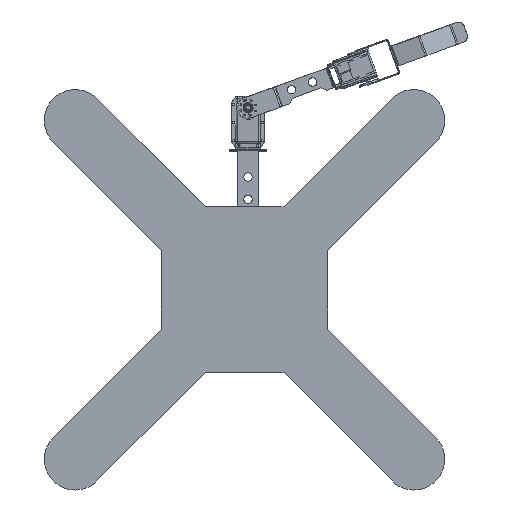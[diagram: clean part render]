
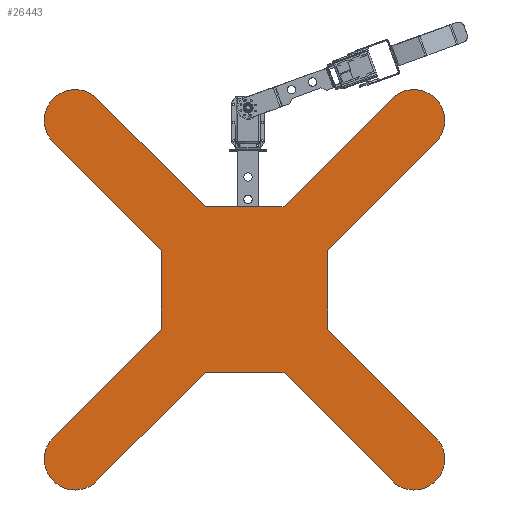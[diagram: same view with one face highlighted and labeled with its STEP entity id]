
A CAD part, front view. The second image highlights one B-rep face of the part: STEP entity #26443.
In plain terms, the highlighted planar face has unit normal (0, -1, 0).
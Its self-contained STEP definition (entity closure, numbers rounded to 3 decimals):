
#92 = VERTEX_POINT ( 'NONE', #14788 ) ;
#161 = CIRCLE ( 'NONE', #36349, 37.123 ) ;
#282 = DIRECTION ( 'NONE',  ( 0., 1., 0. ) ) ;
#1027 = ORIENTED_EDGE ( 'NONE', *, *, #18946, .T. ) ;
#1397 = CARTESIAN_POINT ( 'NONE',  ( 256.25, 0., 256.25 ) ) ;
#1858 = ORIENTED_EDGE ( 'NONE', *, *, #8745, .T. ) ;
#2265 = CARTESIAN_POINT ( 'NONE',  ( 182.5, 0., 330. ) ) ;
#3749 = LINE ( 'NONE', #28024, #52794 ) ;
#4321 = VERTEX_POINT ( 'NONE', #6226 ) ;
#4554 = CARTESIAN_POINT ( 'NONE',  ( 26.25, 0., 433.75 ) ) ;
#4631 = ORIENTED_EDGE ( 'NONE', *, *, #13455, .F. ) ;
#5260 = DIRECTION ( 'NONE',  ( 0., 1., 0. ) ) ;
#5486 = CARTESIAN_POINT ( 'NONE',  ( 460., 0., 52.5 ) ) ;
#5644 = VERTEX_POINT ( 'NONE', #50443 ) ;
#5651 = CARTESIAN_POINT ( 'NONE',  ( 460., 0., 407.5 ) ) ;
#5864 = VECTOR ( 'NONE', #8964, 1000. ) ;
#5881 = CARTESIAN_POINT ( 'NONE',  ( 0., 0., 130. ) ) ;
#6226 = CARTESIAN_POINT ( 'NONE',  ( 407.5, 0., 0. ) ) ;
#6479 = DIRECTION ( 'NONE',  ( 0., 1., 0. ) ) ;
#6656 = VECTOR ( 'NONE', #50356, 1000. ) ;
#6733 = DIRECTION ( 'NONE',  ( 0.707, 0., -0.707 ) ) ;
#6897 = AXIS2_PLACEMENT_3D ( 'NONE', #18463, #21987, #14432 ) ;
#7119 = EDGE_CURVE ( 'NONE', #24248, #12527, #23080, .T. ) ;
#7267 = EDGE_CURVE ( 'NONE', #46168, #33455, #49154, .T. ) ;
#7807 = LINE ( 'NONE', #27749, #22997 ) ;
#7887 = CARTESIAN_POINT ( 'NONE',  ( 330., 0., 0. ) ) ;
#7941 = CARTESIAN_POINT ( 'NONE',  ( -26.25, 0., 26.25 ) ) ;
#8224 = DIRECTION ( 'NONE',  ( -0.707, 0., 0.707 ) ) ;
#8647 = VERTEX_POINT ( 'NONE', #10074 ) ;
#8745 = EDGE_CURVE ( 'NONE', #40353, #8647, #12209, .T. ) ;
#8964 = DIRECTION ( 'NONE',  ( -0.707, 0., -0.707 ) ) ;
#9393 = EDGE_CURVE ( 'NONE', #92, #33887, #41210, .T. ) ;
#9559 = ORIENTED_EDGE ( 'NONE', *, *, #39172, .F. ) ;
#10074 = CARTESIAN_POINT ( 'NONE',  ( 330., 0., 277.5 ) ) ;
#11286 = VERTEX_POINT ( 'NONE', #27403 ) ;
#11435 = LINE ( 'NONE', #44293, #50111 ) ;
#11482 = DIRECTION ( 'NONE',  ( 0.707, 0., -0.707 ) ) ;
#12209 = LINE ( 'NONE', #7887, #48946 ) ;
#12272 = LINE ( 'NONE', #28690, #52752 ) ;
#12527 = VERTEX_POINT ( 'NONE', #39265 ) ;
#13455 = EDGE_CURVE ( 'NONE', #35504, #33455, #52803, .T. ) ;
#14432 = DIRECTION ( 'NONE',  ( 0., 0., 1. ) ) ;
#14538 = VECTOR ( 'NONE', #30414, 1000. ) ;
#14788 = CARTESIAN_POINT ( 'NONE',  ( 0., 0., 407.5 ) ) ;
#15475 = EDGE_CURVE ( 'NONE', #40353, #49756, #36794, .T. ) ;
#15723 = DIRECTION ( 'NONE',  ( 0., 0., 1. ) ) ;
#16137 = CARTESIAN_POINT ( 'NONE',  ( 130., 0., 277.5 ) ) ;
#16207 = VERTEX_POINT ( 'NONE', #16137 ) ;
#16315 = EDGE_LOOP ( 'NONE', ( #1858, #42204, #39377, #31904, #30682, #1027, #45027, #27088, #49777, #38565, #4631, #44711, #45799, #38763, #50084, #9559, #38099, #41359 ) ) ;
#17859 = DIRECTION ( 'NONE',  ( -0.707, 0., 0.707 ) ) ;
#17996 = AXIS2_PLACEMENT_3D ( 'NONE', #4554, #49564, #46050 ) ;
#18463 = CARTESIAN_POINT ( 'NONE',  ( 433.75, 0., 26.25 ) ) ;
#18946 = EDGE_CURVE ( 'NONE', #45866, #33887, #46135, .T. ) ;
#20535 = DIRECTION ( 'NONE',  ( 0., 1., 0. ) ) ;
#21374 = LINE ( 'NONE', #45852, #5864 ) ;
#21816 = LINE ( 'NONE', #5881, #6656 ) ;
#21987 = DIRECTION ( 'NONE',  ( 0., 1., 0. ) ) ;
#22997 = VECTOR ( 'NONE', #6733, 1000. ) ;
#23080 = LINE ( 'NONE', #51075, #36725 ) ;
#23172 = CARTESIAN_POINT ( 'NONE',  ( 52.5, 0., 460. ) ) ;
#23686 = EDGE_CURVE ( 'NONE', #8647, #23945, #11435, .T. ) ;
#23945 = VERTEX_POINT ( 'NONE', #5651 ) ;
#24248 = VERTEX_POINT ( 'NONE', #40922 ) ;
#24517 = PLANE ( 'NONE',  #42442 ) ;
#24778 = EDGE_CURVE ( 'NONE', #12527, #23945, #161, .T. ) ;
#26443 = ADVANCED_FACE ( 'NONE', ( #32850 ), #24517, .F. ) ;
#27088 = ORIENTED_EDGE ( 'NONE', *, *, #49692, .F. ) ;
#27403 = CARTESIAN_POINT ( 'NONE',  ( 277.5, 0., 130. ) ) ;
#27749 = CARTESIAN_POINT ( 'NONE',  ( 203.75, 0., 203.75 ) ) ;
#28007 = CARTESIAN_POINT ( 'NONE',  ( 0., 0., 0. ) ) ;
#28024 = CARTESIAN_POINT ( 'NONE',  ( 0., 0., 330. ) ) ;
#28332 = CARTESIAN_POINT ( 'NONE',  ( 26.25, 0., 26.25 ) ) ;
#28690 = CARTESIAN_POINT ( 'NONE',  ( 203.75, 0., 203.75 ) ) ;
#28736 = CARTESIAN_POINT ( 'NONE',  ( 52.5, 0., 0. ) ) ;
#28851 = DIRECTION ( 'NONE',  ( 0., 0., 1. ) ) ;
#30231 = CARTESIAN_POINT ( 'NONE',  ( 130., 0., 182.5 ) ) ;
#30414 = DIRECTION ( 'NONE',  ( 0., 0., 1. ) ) ;
#30682 = ORIENTED_EDGE ( 'NONE', *, *, #48843, .F. ) ;
#30741 = DIRECTION ( 'NONE',  ( 0., 0., 1. ) ) ;
#31008 = CARTESIAN_POINT ( 'NONE',  ( 433.75, 0., 26.25 ) ) ;
#31291 = EDGE_CURVE ( 'NONE', #11286, #4321, #7807, .T. ) ;
#31567 = EDGE_CURVE ( 'NONE', #5644, #11286, #21816, .T. ) ;
#31904 = ORIENTED_EDGE ( 'NONE', *, *, #7119, .F. ) ;
#32241 = EDGE_CURVE ( 'NONE', #49756, #46804, #40279, .T. ) ;
#32561 = EDGE_CURVE ( 'NONE', #46168, #16207, #46313, .T. ) ;
#32850 = FACE_OUTER_BOUND ( 'NONE', #16315, .T. ) ;
#33455 = VERTEX_POINT ( 'NONE', #35071 ) ;
#33887 = VERTEX_POINT ( 'NONE', #23172 ) ;
#34064 = VECTOR ( 'NONE', #11482, 1000. ) ;
#35071 = CARTESIAN_POINT ( 'NONE',  ( 0., 0., 52.5 ) ) ;
#35504 = VERTEX_POINT ( 'NONE', #46211 ) ;
#36349 = AXIS2_PLACEMENT_3D ( 'NONE', #47286, #5260, #51058 ) ;
#36725 = VECTOR ( 'NONE', #43262, 1000. ) ;
#36794 = LINE ( 'NONE', #41091, #34064 ) ;
#37049 = EDGE_CURVE ( 'NONE', #5644, #40273, #21374, .T. ) ;
#37489 = DIRECTION ( 'NONE',  ( 0., 0., 1. ) ) ;
#37708 = AXIS2_PLACEMENT_3D ( 'NONE', #31008, #6479, #30741 ) ;
#38099 = ORIENTED_EDGE ( 'NONE', *, *, #32241, .F. ) ;
#38565 = ORIENTED_EDGE ( 'NONE', *, *, #7267, .T. ) ;
#38763 = ORIENTED_EDGE ( 'NONE', *, *, #31567, .T. ) ;
#38817 = CIRCLE ( 'NONE', #43133, 37.123 ) ;
#39172 = EDGE_CURVE ( 'NONE', #46804, #4321, #41323, .T. ) ;
#39265 = CARTESIAN_POINT ( 'NONE',  ( 407.5, 0., 460. ) ) ;
#39377 = ORIENTED_EDGE ( 'NONE', *, *, #24778, .F. ) ;
#39784 = EDGE_CURVE ( 'NONE', #40273, #35504, #38817, .T. ) ;
#40130 = CARTESIAN_POINT ( 'NONE',  ( 433.75, 0., -10.873 ) ) ;
#40273 = VERTEX_POINT ( 'NONE', #28736 ) ;
#40279 = CIRCLE ( 'NONE', #37708, 37.123 ) ;
#40353 = VERTEX_POINT ( 'NONE', #45431 ) ;
#40922 = CARTESIAN_POINT ( 'NONE',  ( 277.5, 0., 330. ) ) ;
#40927 = DIRECTION ( 'NONE',  ( 0., 0., 1. ) ) ;
#41091 = CARTESIAN_POINT ( 'NONE',  ( 256.25, 0., 256.25 ) ) ;
#41210 = CIRCLE ( 'NONE', #17996, 37.123 ) ;
#41323 = CIRCLE ( 'NONE', #6897, 37.123 ) ;
#41359 = ORIENTED_EDGE ( 'NONE', *, *, #15475, .F. ) ;
#42204 = ORIENTED_EDGE ( 'NONE', *, *, #23686, .T. ) ;
#42442 = AXIS2_PLACEMENT_3D ( 'NONE', #28007, #44440, #40927 ) ;
#43133 = AXIS2_PLACEMENT_3D ( 'NONE', #28332, #282, #28851 ) ;
#43262 = DIRECTION ( 'NONE',  ( 0.707, 0., 0.707 ) ) ;
#44026 = DIRECTION ( 'NONE',  ( 0.707, 0., 0.707 ) ) ;
#44293 = CARTESIAN_POINT ( 'NONE',  ( 26.25, 0., -26.25 ) ) ;
#44440 = DIRECTION ( 'NONE',  ( 0., 1., 0. ) ) ;
#44456 = DIRECTION ( 'NONE',  ( 1., 0., 0. ) ) ;
#44711 = ORIENTED_EDGE ( 'NONE', *, *, #39784, .F. ) ;
#45026 = CARTESIAN_POINT ( 'NONE',  ( 26.25, 0., 26.25 ) ) ;
#45027 = ORIENTED_EDGE ( 'NONE', *, *, #9393, .F. ) ;
#45431 = CARTESIAN_POINT ( 'NONE',  ( 330., 0., 182.5 ) ) ;
#45799 = ORIENTED_EDGE ( 'NONE', *, *, #37049, .F. ) ;
#45852 = CARTESIAN_POINT ( 'NONE',  ( 26.25, 0., -26.25 ) ) ;
#45866 = VERTEX_POINT ( 'NONE', #2265 ) ;
#46050 = DIRECTION ( 'NONE',  ( 0., 0., 1. ) ) ;
#46135 = LINE ( 'NONE', #1397, #46275 ) ;
#46168 = VERTEX_POINT ( 'NONE', #30231 ) ;
#46211 = CARTESIAN_POINT ( 'NONE',  ( 26.25, 0., -10.873 ) ) ;
#46275 = VECTOR ( 'NONE', #17859, 1000. ) ;
#46313 = LINE ( 'NONE', #51426, #14538 ) ;
#46804 = VERTEX_POINT ( 'NONE', #40130 ) ;
#46863 = AXIS2_PLACEMENT_3D ( 'NONE', #45026, #20535, #37489 ) ;
#47286 = CARTESIAN_POINT ( 'NONE',  ( 433.75, 0., 433.75 ) ) ;
#48843 = EDGE_CURVE ( 'NONE', #45866, #24248, #3749, .T. ) ;
#48946 = VECTOR ( 'NONE', #15723, 1000. ) ;
#49154 = LINE ( 'NONE', #7941, #50477 ) ;
#49564 = DIRECTION ( 'NONE',  ( 0., 1., 0. ) ) ;
#49692 = EDGE_CURVE ( 'NONE', #16207, #92, #12272, .T. ) ;
#49756 = VERTEX_POINT ( 'NONE', #5486 ) ;
#49777 = ORIENTED_EDGE ( 'NONE', *, *, #32561, .F. ) ;
#50084 = ORIENTED_EDGE ( 'NONE', *, *, #31291, .T. ) ;
#50111 = VECTOR ( 'NONE', #44026, 1000. ) ;
#50356 = DIRECTION ( 'NONE',  ( 1., 0., 0. ) ) ;
#50443 = CARTESIAN_POINT ( 'NONE',  ( 182.5, 0., 130. ) ) ;
#50477 = VECTOR ( 'NONE', #52950, 1000. ) ;
#51058 = DIRECTION ( 'NONE',  ( 0., 0., 1. ) ) ;
#51075 = CARTESIAN_POINT ( 'NONE',  ( -26.25, 0., 26.25 ) ) ;
#51426 = CARTESIAN_POINT ( 'NONE',  ( 130., 0., 0. ) ) ;
#52752 = VECTOR ( 'NONE', #8224, 1000. ) ;
#52794 = VECTOR ( 'NONE', #44456, 1000. ) ;
#52803 = CIRCLE ( 'NONE', #46863, 37.123 ) ;
#52950 = DIRECTION ( 'NONE',  ( -0.707, 0., -0.707 ) ) ;
